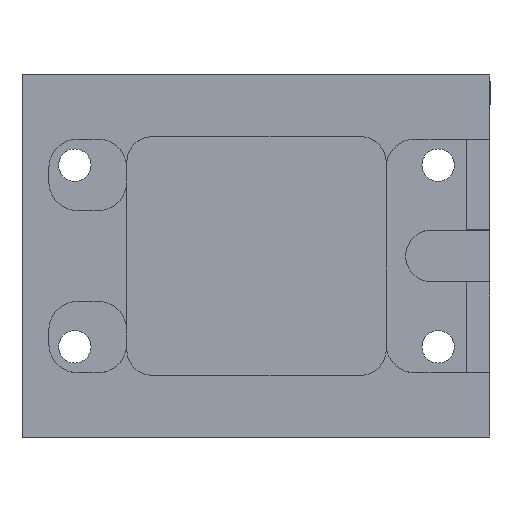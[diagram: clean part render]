
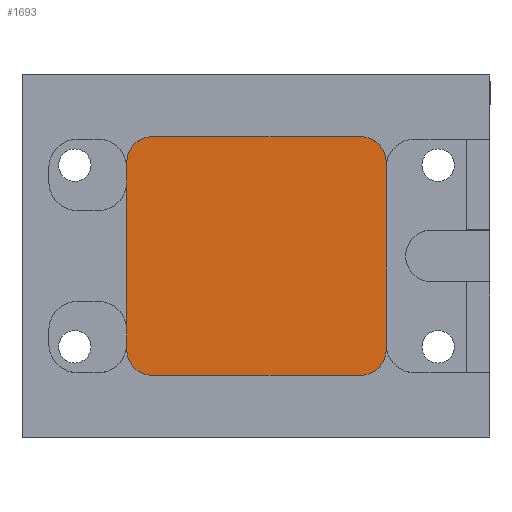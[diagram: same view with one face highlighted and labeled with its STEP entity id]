
A CAD part, top view. The second image highlights one B-rep face of the part: STEP entity #1693.
In plain terms, the highlighted planar face has unit normal (0, 0, 1).
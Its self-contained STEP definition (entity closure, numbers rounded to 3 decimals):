
#542 = VERTEX_POINT('',#543);
#543 = CARTESIAN_POINT('',(10.,7.2,-3.461));
#549 = EDGE_CURVE('',#542,#550,#552,.T.);
#550 = VERTEX_POINT('',#551);
#551 = CARTESIAN_POINT('',(10.,-7.2,-3.461));
#552 = LINE('',#553,#554);
#553 = CARTESIAN_POINT('',(10.,7.2,-3.461));
#554 = VECTOR('',#555,1.);
#555 = DIRECTION('',(0.,-1.,0.));
#580 = VERTEX_POINT('',#581);
#581 = CARTESIAN_POINT('',(8.,-9.2,-3.461));
#587 = EDGE_CURVE('',#580,#550,#588,.T.);
#588 = CIRCLE('',#589,2.);
#589 = AXIS2_PLACEMENT_3D('',#590,#591,#592);
#590 = CARTESIAN_POINT('',(8.,-7.2,-3.461));
#591 = DIRECTION('',(0.,0.,1.));
#592 = DIRECTION('',(0.,1.,0.));
#605 = EDGE_CURVE('',#580,#606,#608,.T.);
#606 = VERTEX_POINT('',#607);
#607 = CARTESIAN_POINT('',(-8.,-9.2,-3.461));
#608 = LINE('',#609,#610);
#609 = CARTESIAN_POINT('',(8.,-9.2,-3.461));
#610 = VECTOR('',#611,1.);
#611 = DIRECTION('',(-1.,0.,0.));
#629 = VERTEX_POINT('',#630);
#630 = CARTESIAN_POINT('',(-10.,-7.2,-3.461));
#636 = EDGE_CURVE('',#629,#606,#637,.T.);
#637 = CIRCLE('',#638,2.);
#638 = AXIS2_PLACEMENT_3D('',#639,#640,#641);
#639 = CARTESIAN_POINT('',(-8.,-7.2,-3.461));
#640 = DIRECTION('',(0.,0.,1.));
#641 = DIRECTION('',(0.,1.,0.));
#654 = EDGE_CURVE('',#629,#655,#657,.T.);
#655 = VERTEX_POINT('',#656);
#656 = CARTESIAN_POINT('',(-10.,7.2,-3.461));
#657 = LINE('',#658,#659);
#658 = CARTESIAN_POINT('',(-10.,-7.2,-3.461));
#659 = VECTOR('',#660,1.);
#660 = DIRECTION('',(0.,1.,0.));
#1050 = VERTEX_POINT('',#1051);
#1051 = CARTESIAN_POINT('',(-8.,9.2,-3.461));
#1057 = EDGE_CURVE('',#1050,#655,#1058,.T.);
#1058 = CIRCLE('',#1059,2.);
#1059 = AXIS2_PLACEMENT_3D('',#1060,#1061,#1062);
#1060 = CARTESIAN_POINT('',(-8.,7.2,-3.461));
#1061 = DIRECTION('',(0.,0.,1.));
#1062 = DIRECTION('',(0.,1.,0.));
#1075 = EDGE_CURVE('',#1050,#1076,#1078,.T.);
#1076 = VERTEX_POINT('',#1077);
#1077 = CARTESIAN_POINT('',(8.,9.2,-3.461));
#1078 = LINE('',#1079,#1080);
#1079 = CARTESIAN_POINT('',(-8.,9.2,-3.461));
#1080 = VECTOR('',#1081,1.);
#1081 = DIRECTION('',(1.,0.,0.));
#1099 = EDGE_CURVE('',#542,#1076,#1100,.T.);
#1100 = CIRCLE('',#1101,2.);
#1101 = AXIS2_PLACEMENT_3D('',#1102,#1103,#1104);
#1102 = CARTESIAN_POINT('',(8.,7.2,-3.461));
#1103 = DIRECTION('',(0.,0.,1.));
#1104 = DIRECTION('',(0.,1.,0.));
#1693 = ADVANCED_FACE('',(#1694),#1704,.T.);
#1694 = FACE_BOUND('',#1695,.T.);
#1695 = EDGE_LOOP('',(#1696,#1697,#1698,#1699,#1700,#1701,#1702,#1703));
#1696 = ORIENTED_EDGE('',*,*,#636,.T.);
#1697 = ORIENTED_EDGE('',*,*,#605,.F.);
#1698 = ORIENTED_EDGE('',*,*,#587,.T.);
#1699 = ORIENTED_EDGE('',*,*,#549,.F.);
#1700 = ORIENTED_EDGE('',*,*,#1099,.T.);
#1701 = ORIENTED_EDGE('',*,*,#1075,.F.);
#1702 = ORIENTED_EDGE('',*,*,#1057,.T.);
#1703 = ORIENTED_EDGE('',*,*,#654,.F.);
#1704 = PLANE('',#1705);
#1705 = AXIS2_PLACEMENT_3D('',#1706,#1707,#1708);
#1706 = CARTESIAN_POINT('',(0.,0.,-3.461
    ));
#1707 = DIRECTION('',(0.,0.,1.));
#1708 = DIRECTION('',(1.,0.,0.));
